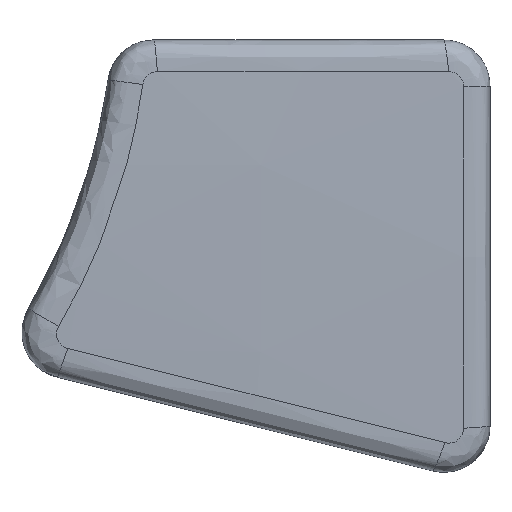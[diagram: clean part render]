
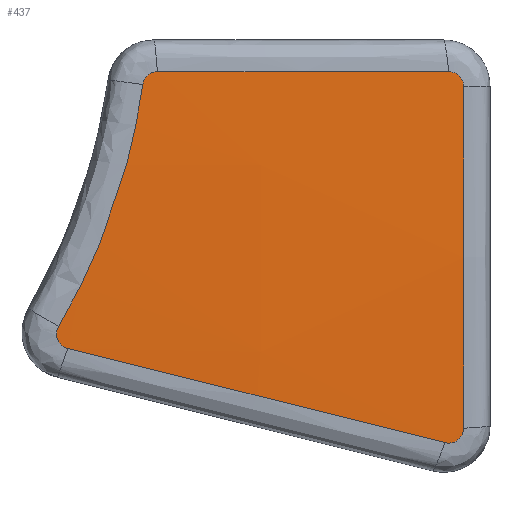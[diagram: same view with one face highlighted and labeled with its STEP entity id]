
A CAD part, top view. The second image highlights one B-rep face of the part: STEP entity #437.
In plain terms, the highlighted spherical face has radius 275 mm.
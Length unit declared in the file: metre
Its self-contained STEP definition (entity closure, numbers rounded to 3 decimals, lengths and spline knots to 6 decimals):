
#27=SPHERICAL_SURFACE('',#494,0.275);
#45=B_SPLINE_CURVE_WITH_KNOTS('',3,(#737,#738,#739,#740),.UNSPECIFIED.,
 .F.,.F.,(4,4),(0.,1.),.UNSPECIFIED.);
#46=B_SPLINE_CURVE_WITH_KNOTS('',3,(#743,#744,#745,#746),.UNSPECIFIED.,
 .F.,.F.,(4,4),(0.,1.),.UNSPECIFIED.);
#47=B_SPLINE_CURVE_WITH_KNOTS('',3,(#748,#749,#750,#751),.UNSPECIFIED.,
 .F.,.F.,(4,4),(0.,1.),.UNSPECIFIED.);
#48=B_SPLINE_CURVE_WITH_KNOTS('',3,(#753,#754,#755,#756),.UNSPECIFIED.,
 .F.,.F.,(4,4),(0.,1.),.UNSPECIFIED.);
#49=B_SPLINE_CURVE_WITH_KNOTS('',3,(#758,#759,#760,#761,#762),
 .UNSPECIFIED.,.F.,.F.,(4,1,4),(0.000002,0.500001,1.),
 .UNSPECIFIED.);
#50=B_SPLINE_CURVE_WITH_KNOTS('',3,(#764,#765,#766,#767),.UNSPECIFIED.,
 .F.,.F.,(4,4),(0.,1.),.UNSPECIFIED.);
#51=B_SPLINE_CURVE_WITH_KNOTS('',3,(#769,#770,#771,#772,#773),
 .UNSPECIFIED.,.F.,.F.,(4,1,4),(0.,0.5,1.),.UNSPECIFIED.);
#52=B_SPLINE_CURVE_WITH_KNOTS('',3,(#775,#776,#777,#778),.UNSPECIFIED.,
 .F.,.F.,(4,4),(0.,1.),.UNSPECIFIED.);
#119=ORIENTED_EDGE('',*,*,#235,.T.);
#120=ORIENTED_EDGE('',*,*,#236,.T.);
#121=ORIENTED_EDGE('',*,*,#237,.T.);
#122=ORIENTED_EDGE('',*,*,#238,.T.);
#123=ORIENTED_EDGE('',*,*,#239,.T.);
#124=ORIENTED_EDGE('',*,*,#240,.T.);
#125=ORIENTED_EDGE('',*,*,#241,.T.);
#126=ORIENTED_EDGE('',*,*,#242,.T.);
#235=EDGE_CURVE('',#289,#290,#45,.T.);
#236=EDGE_CURVE('',#290,#291,#46,.T.);
#237=EDGE_CURVE('',#291,#292,#47,.T.);
#238=EDGE_CURVE('',#292,#293,#48,.T.);
#239=EDGE_CURVE('',#293,#294,#49,.T.);
#240=EDGE_CURVE('',#294,#295,#50,.T.);
#241=EDGE_CURVE('',#295,#296,#51,.T.);
#242=EDGE_CURVE('',#296,#289,#52,.T.);
#289=VERTEX_POINT('',#741);
#290=VERTEX_POINT('',#742);
#291=VERTEX_POINT('',#747);
#292=VERTEX_POINT('',#752);
#293=VERTEX_POINT('',#757);
#294=VERTEX_POINT('',#763);
#295=VERTEX_POINT('',#768);
#296=VERTEX_POINT('',#774);
#356=EDGE_LOOP('',(#119,#120,#121,#122,#123,#124,#125,#126));
#394=FACE_BOUND('',#356,.T.);
#437=ADVANCED_FACE('',(#394),#27,.T.);
#494=AXIS2_PLACEMENT_3D('',#736,#571,#572);
#571=DIRECTION('',(1.,0.,0.));
#572=DIRECTION('',(0.,0.,1.));
#736=CARTESIAN_POINT('',(0.038795,-0.00334,-0.236461));
#737=CARTESIAN_POINT('',(0.084047,-0.007664,0.034756));
#738=CARTESIAN_POINT('',(0.084047,-0.007274,0.034762));
#739=CARTESIAN_POINT('',(0.083731,-0.00696,0.034819));
#740=CARTESIAN_POINT('',(0.083343,-0.00696,0.034883));
#741=CARTESIAN_POINT('',(0.084047,-0.007664,0.034756));
#742=CARTESIAN_POINT('',(0.083343,-0.00696,0.034883));
#743=CARTESIAN_POINT('',(0.083343,-0.00696,0.034883));
#744=CARTESIAN_POINT('',(0.07874,-0.006961,0.035639));
#745=CARTESIAN_POINT('',(0.074117,-0.006961,0.036277));
#746=CARTESIAN_POINT('',(0.069482,-0.00696,0.036798));
#747=CARTESIAN_POINT('',(0.069482,-0.00696,0.036798));
#748=CARTESIAN_POINT('',(0.069482,-0.00696,0.036798));
#749=CARTESIAN_POINT('',(0.069131,-0.00696,0.036837));
#750=CARTESIAN_POINT('',(0.068832,-0.007219,0.036867));
#751=CARTESIAN_POINT('',(0.068784,-0.007568,0.036866));
#752=CARTESIAN_POINT('',(0.068784,-0.007568,0.036866));
#753=CARTESIAN_POINT('',(0.068784,-0.007568,0.036866));
#754=CARTESIAN_POINT('',(0.068225,-0.011631,0.036865));
#755=CARTESIAN_POINT('',(0.066864,-0.015543,0.036861));
#756=CARTESIAN_POINT('',(0.064779,-0.019077,0.036856));
#757=CARTESIAN_POINT('',(0.064779,-0.019077,0.036856));
#758=CARTESIAN_POINT('',(0.064779,-0.019077,0.036856));
#759=CARTESIAN_POINT('',(0.064665,-0.01927,0.036856));
#760=CARTESIAN_POINT('',(0.064641,-0.019751,0.03683));
#761=CARTESIAN_POINT('',(0.065,-0.020064,0.036777));
#762=CARTESIAN_POINT('',(0.065215,-0.020118,0.036752));
#763=CARTESIAN_POINT('',(0.065215,-0.020118,0.036752));
#764=CARTESIAN_POINT('',(0.065215,-0.020118,0.036752));
#765=CARTESIAN_POINT('',(0.071575,-0.021704,0.03604));
#766=CARTESIAN_POINT('',(0.077562,-0.023196,0.035131));
#767=CARTESIAN_POINT('',(0.083173,-0.024595,0.034101));
#768=CARTESIAN_POINT('',(0.083173,-0.024595,0.034101));
#769=CARTESIAN_POINT('',(0.083173,-0.024595,0.034101));
#770=CARTESIAN_POINT('',(0.083394,-0.02465,0.034061));
#771=CARTESIAN_POINT('',(0.083829,-0.024546,0.033997));
#772=CARTESIAN_POINT('',(0.084047,-0.024131,0.033993));
#773=CARTESIAN_POINT('',(0.084047,-0.023912,0.034009));
#774=CARTESIAN_POINT('',(0.084047,-0.023912,0.034009));
#775=CARTESIAN_POINT('',(0.084047,-0.023912,0.034009));
#776=CARTESIAN_POINT('',(0.084047,-0.018505,0.03442));
#777=CARTESIAN_POINT('',(0.084047,-0.013086,0.03467));
#778=CARTESIAN_POINT('',(0.084047,-0.007664,0.034756));
